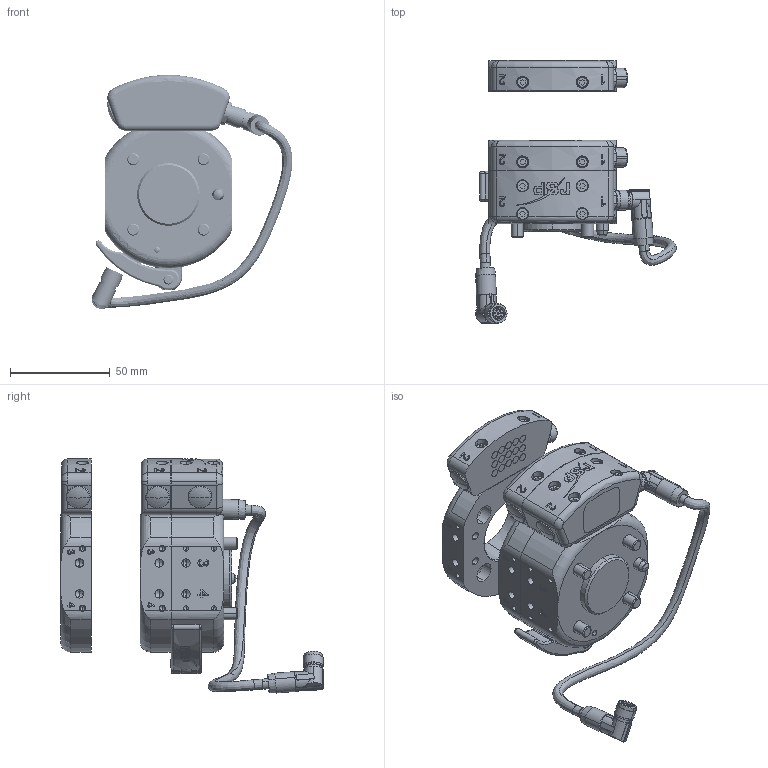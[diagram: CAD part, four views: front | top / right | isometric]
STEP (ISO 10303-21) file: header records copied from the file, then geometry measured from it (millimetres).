
FILE_DESCRIPTION (( 'STEP AP214' ), '1' );
FILE_NAME ('P1208.STEP', '2026-02-04T07:41:38', ( '' ), ( '' ), 'SwSTEP 2.0', 'SolidWorks 2024', '' );
FILE_SCHEMA (( 'AUTOMOTIVE_DESIGN' ));
Length unit declared in the file: millimetre
Products named in the file (1): P1208
Bounding box: 100.84 x 131.99 x 117.54 mm (x, y, z)
Volume: 307222.7 mm3; surface area: 116634.5 mm2
Topology: 93 solids, 94 shells, 3625 faces, 9032 edges, 5686 vertices
Faces by surface type: cylinder 1393, plane 1143, cone 463, bspline 394, torus 174, sphere 58
Entity records: 188109 total; most frequent: CARTESIAN_POINT 64962, ORIENTED_EDGE 17554, DIRECTION 16719, EDGE_CURVE 8777, AXIS2_PLACEMENT_3D 6619, VERTEX_POINT 5625, EDGE_LOOP 4104, UNCERTAINTY_MEASURE_WITH_UNIT 3644
